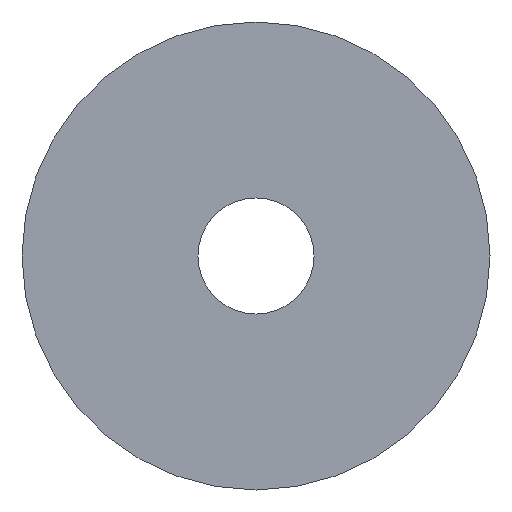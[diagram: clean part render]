
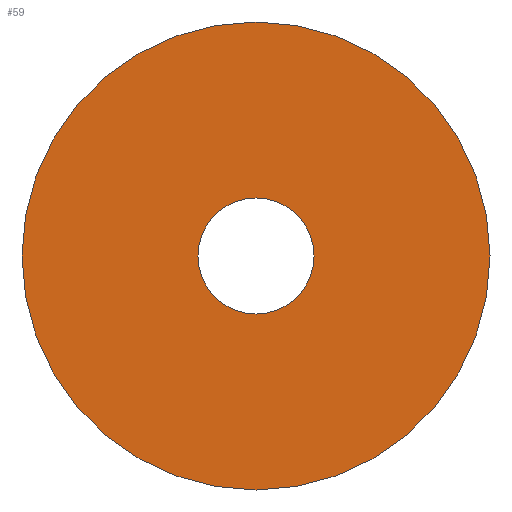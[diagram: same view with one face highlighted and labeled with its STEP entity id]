
A CAD part, front view. The second image highlights one B-rep face of the part: STEP entity #59.
In plain terms, the highlighted planar face has unit normal (0, -1, 0).
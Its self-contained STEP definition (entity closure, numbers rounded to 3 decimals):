
#1 = AXIS2_PLACEMENT_3D ( 'NONE', #58, #137, #60 ) ;
#3 = DIRECTION ( 'NONE',  ( 0., 1., 0. ) ) ;
#4 = CARTESIAN_POINT ( 'NONE',  ( 0., -0.4, 0. ) ) ;
#6 = CARTESIAN_POINT ( 'NONE',  ( 0., -0.4, -12.5 ) ) ;
#8 = DIRECTION ( 'NONE',  ( 0., 0., 1. ) ) ;
#14 = DIRECTION ( 'NONE',  ( 0., 0., 1. ) ) ;
#16 = CARTESIAN_POINT ( 'NONE',  ( 0., -0.4, 12.5 ) ) ;
#18 = AXIS2_PLACEMENT_3D ( 'NONE', #87, #179, #121 ) ;
#19 = EDGE_LOOP ( 'NONE', ( #96, #222 ) ) ;
#34 = CIRCLE ( 'NONE', #176, 12.5 ) ;
#40 = VERTEX_POINT ( 'NONE', #16 ) ;
#58 = CARTESIAN_POINT ( 'NONE',  ( 0., -0.4, 0. ) ) ;
#59 = ADVANCED_FACE ( 'NONE', ( #154, #172 ), #213, .F. ) ;
#60 = DIRECTION ( 'NONE',  ( 0., 0., 1. ) ) ;
#61 = CARTESIAN_POINT ( 'NONE',  ( 0., -0.4, 3.1 ) ) ;
#67 = EDGE_LOOP ( 'NONE', ( #243, #193 ) ) ;
#69 = EDGE_CURVE ( 'NONE', #40, #177, #34, .T. ) ;
#71 = CARTESIAN_POINT ( 'NONE',  ( 0., -0.4, 0. ) ) ;
#77 = VERTEX_POINT ( 'NONE', #245 ) ;
#84 = DIRECTION ( 'NONE',  ( 0., 1., 0. ) ) ;
#87 = CARTESIAN_POINT ( 'NONE',  ( 0., -0.4, 0. ) ) ;
#96 = ORIENTED_EDGE ( 'NONE', *, *, #210, .T. ) ;
#104 = CIRCLE ( 'NONE', #116, 12.5 ) ;
#108 = CARTESIAN_POINT ( 'NONE',  ( 0., -0.4, 0. ) ) ;
#116 = AXIS2_PLACEMENT_3D ( 'NONE', #108, #3, #159 ) ;
#121 = DIRECTION ( 'NONE',  ( 0., 0., 1. ) ) ;
#137 = DIRECTION ( 'NONE',  ( 0., 1., 0. ) ) ;
#153 = VERTEX_POINT ( 'NONE', #61 ) ;
#154 = FACE_BOUND ( 'NONE', #19, .T. ) ;
#159 = DIRECTION ( 'NONE',  ( 0., 0., 1. ) ) ;
#168 = CIRCLE ( 'NONE', #18, 3.1 ) ;
#172 = FACE_OUTER_BOUND ( 'NONE', #67, .T. ) ;
#174 = DIRECTION ( 'NONE',  ( 0., 1., 0. ) ) ;
#176 = AXIS2_PLACEMENT_3D ( 'NONE', #71, #174, #14 ) ;
#177 = VERTEX_POINT ( 'NONE', #6 ) ;
#179 = DIRECTION ( 'NONE',  ( 0., 1., 0. ) ) ;
#181 = AXIS2_PLACEMENT_3D ( 'NONE', #4, #84, #8 ) ;
#193 = ORIENTED_EDGE ( 'NONE', *, *, #69, .F. ) ;
#210 = EDGE_CURVE ( 'NONE', #153, #77, #235, .T. ) ;
#213 = PLANE ( 'NONE',  #1 ) ;
#219 = EDGE_CURVE ( 'NONE', #77, #153, #168, .T. ) ;
#222 = ORIENTED_EDGE ( 'NONE', *, *, #219, .T. ) ;
#231 = EDGE_CURVE ( 'NONE', #177, #40, #104, .T. ) ;
#235 = CIRCLE ( 'NONE', #181, 3.1 ) ;
#243 = ORIENTED_EDGE ( 'NONE', *, *, #231, .F. ) ;
#245 = CARTESIAN_POINT ( 'NONE',  ( 0., -0.4, -3.1 ) ) ;
